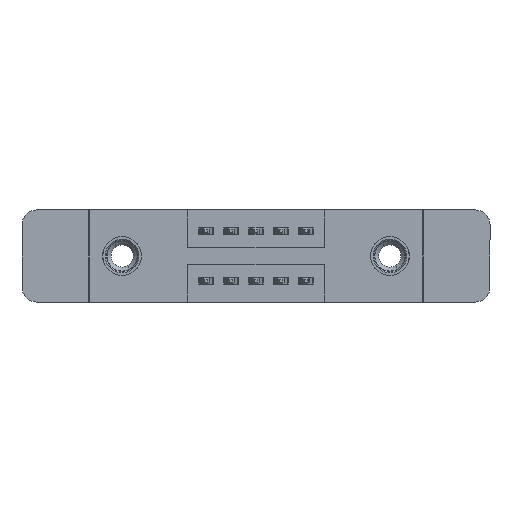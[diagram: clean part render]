
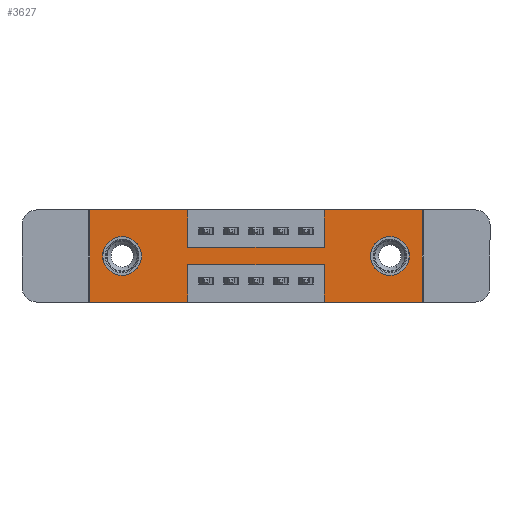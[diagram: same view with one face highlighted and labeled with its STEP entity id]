
A CAD part, front view. The second image highlights one B-rep face of the part: STEP entity #3627.
In plain terms, the highlighted planar face has unit normal (0, -1, 0).
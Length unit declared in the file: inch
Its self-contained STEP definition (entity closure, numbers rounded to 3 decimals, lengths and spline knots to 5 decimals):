
#37 = ORIENTED_EDGE ( 'NONE', *, *, #12221, .F. ) ;
#84 = CARTESIAN_POINT ( 'NONE',  ( 0.9425, 0., -0.22 ) ) ;
#142 = CARTESIAN_POINT ( 'NONE',  ( 0., 0., 0. ) ) ;
#150 = LINE ( 'NONE', #3943, #8741 ) ;
#162 = DIRECTION ( 'NONE',  ( 0., 0., -1. ) ) ;
#316 = VECTOR ( 'NONE', #13188, 39.37008 ) ;
#351 = FACE_OUTER_BOUND ( 'NONE', #12200, .T. ) ;
#555 = VERTEX_POINT ( 'NONE', #1338 ) ;
#568 = ORIENTED_EDGE ( 'NONE', *, *, #8224, .F. ) ;
#578 = EDGE_CURVE ( 'NONE', #11190, #10851, #4715, .T. ) ;
#600 = DIRECTION ( 'NONE',  ( 0., 0., -1. ) ) ;
#706 = ORIENTED_EDGE ( 'NONE', *, *, #578, .F. ) ;
#907 = VERTEX_POINT ( 'NONE', #11431 ) ;
#937 = VERTEX_POINT ( 'NONE', #11507 ) ;
#1031 = CIRCLE ( 'NONE', #1390, 0.078 ) ;
#1110 = DIRECTION ( 'NONE',  ( 0., 0., 1. ) ) ;
#1229 = CARTESIAN_POINT ( 'NONE',  ( 0.13, 0., -0.185 ) ) ;
#1338 = CARTESIAN_POINT ( 'NONE',  ( 0.3925, 0., -0.37 ) ) ;
#1390 = AXIS2_PLACEMENT_3D ( 'NONE', #14108, #7855, #1110 ) ;
#1505 = EDGE_CURVE ( 'NONE', #1990, #11197, #5743, .T. ) ;
#1531 = VECTOR ( 'NONE', #2515, 39.37008 ) ;
#1645 = EDGE_CURVE ( 'NONE', #555, #11998, #6589, .T. ) ;
#1663 = CIRCLE ( 'NONE', #6654, 0.078 ) ;
#1668 = ORIENTED_EDGE ( 'NONE', *, *, #13352, .F. ) ;
#1857 = ORIENTED_EDGE ( 'NONE', *, *, #3722, .T. ) ;
#1990 = VERTEX_POINT ( 'NONE', #3903 ) ;
#2040 = DIRECTION ( 'NONE',  ( 0., 0., -1. ) ) ;
#2217 = CARTESIAN_POINT ( 'NONE',  ( 0., 0., -0.37 ) ) ;
#2349 = CARTESIAN_POINT ( 'NONE',  ( 0., 0., 0. ) ) ;
#2370 = DIRECTION ( 'NONE',  ( 0., 0., 1. ) ) ;
#2421 = VERTEX_POINT ( 'NONE', #84 ) ;
#2448 = AXIS2_PLACEMENT_3D ( 'NONE', #8800, #5608, #13029 ) ;
#2515 = DIRECTION ( 'NONE',  ( 1., 0., 0. ) ) ;
#2622 = VECTOR ( 'NONE', #9078, 39.37008 ) ;
#2840 = DIRECTION ( 'NONE',  ( 0., 0., 1. ) ) ;
#2973 = ORIENTED_EDGE ( 'NONE', *, *, #12483, .F. ) ;
#2989 = ORIENTED_EDGE ( 'NONE', *, *, #10386, .T. ) ;
#3109 = VERTEX_POINT ( 'NONE', #12137 ) ;
#3279 = ORIENTED_EDGE ( 'NONE', *, *, #10789, .F. ) ;
#3391 = CARTESIAN_POINT ( 'NONE',  ( 0.3925, 0., -0.22 ) ) ;
#3570 = ORIENTED_EDGE ( 'NONE', *, *, #13300, .T. ) ;
#3615 = VECTOR ( 'NONE', #6035, 39.37008 ) ;
#3627 = ADVANCED_FACE ( 'NONE', ( #11373, #6038, #351 ), #11990, .T. ) ;
#3677 = ORIENTED_EDGE ( 'NONE', *, *, #8815, .F. ) ;
#3722 = EDGE_CURVE ( 'NONE', #9942, #4220, #10393, .T. ) ;
#3903 = CARTESIAN_POINT ( 'NONE',  ( 1.205, 0., -0.263 ) ) ;
#3943 = CARTESIAN_POINT ( 'NONE',  ( 0.9425, 0., 0. ) ) ;
#4220 = VERTEX_POINT ( 'NONE', #6791 ) ;
#4425 = EDGE_CURVE ( 'NONE', #5960, #11190, #150, .T. ) ;
#4715 = LINE ( 'NONE', #9802, #12894 ) ;
#4723 = CARTESIAN_POINT ( 'NONE',  ( 0.3925, 0., -0.22 ) ) ;
#5362 = LINE ( 'NONE', #3391, #10753 ) ;
#5502 = AXIS2_PLACEMENT_3D ( 'NONE', #1229, #9027, #2370 ) ;
#5608 = DIRECTION ( 'NONE',  ( 0., -1., 0. ) ) ;
#5657 = LINE ( 'NONE', #11134, #2622 ) ;
#5743 = CIRCLE ( 'NONE', #12679, 0.078 ) ;
#5934 = ORIENTED_EDGE ( 'NONE', *, *, #13964, .F. ) ;
#5960 = VERTEX_POINT ( 'NONE', #13389 ) ;
#6035 = DIRECTION ( 'NONE',  ( -1., 0., 0. ) ) ;
#6038 = FACE_BOUND ( 'NONE', #11643, .T. ) ;
#6165 = CARTESIAN_POINT ( 'NONE',  ( 0., 0., -0.37 ) ) ;
#6319 = DIRECTION ( 'NONE',  ( 1., 0., 0. ) ) ;
#6446 = ORIENTED_EDGE ( 'NONE', *, *, #1645, .F. ) ;
#6589 = LINE ( 'NONE', #6165, #3615 ) ;
#6654 = AXIS2_PLACEMENT_3D ( 'NONE', #13238, #6935, #162 ) ;
#6717 = DIRECTION ( 'NONE',  ( -1., 0., 0. ) ) ;
#6791 = CARTESIAN_POINT ( 'NONE',  ( 0.13, 0., -0.263 ) ) ;
#6863 = DIRECTION ( 'NONE',  ( 0., 0., -1. ) ) ;
#6882 = DIRECTION ( 'NONE',  ( 0., 0., -1. ) ) ;
#6901 = DIRECTION ( 'NONE',  ( 0., 1., 0. ) ) ;
#6911 = CARTESIAN_POINT ( 'NONE',  ( 1.205, 0., -0.185 ) ) ;
#6935 = DIRECTION ( 'NONE',  ( 0., 1., 0. ) ) ;
#6976 = EDGE_LOOP ( 'NONE', ( #2989, #8341 ) ) ;
#7523 = VECTOR ( 'NONE', #6863, 39.37008 ) ;
#7855 = DIRECTION ( 'NONE',  ( 0., 1., 0. ) ) ;
#7905 = ORIENTED_EDGE ( 'NONE', *, *, #11029, .F. ) ;
#8031 = DIRECTION ( 'NONE',  ( 1., 0., 0. ) ) ;
#8156 = VECTOR ( 'NONE', #8031, 39.37008 ) ;
#8224 = EDGE_CURVE ( 'NONE', #3109, #2421, #5657, .T. ) ;
#8341 = ORIENTED_EDGE ( 'NONE', *, *, #1505, .T. ) ;
#8646 = EDGE_CURVE ( 'NONE', #11151, #3109, #8880, .T. ) ;
#8741 = VECTOR ( 'NONE', #2840, 39.37008 ) ;
#8800 = CARTESIAN_POINT ( 'NONE',  ( 0., 0., -0.37 ) ) ;
#8815 = EDGE_CURVE ( 'NONE', #907, #5960, #10033, .T. ) ;
#8880 = LINE ( 'NONE', #2217, #14090 ) ;
#9027 = DIRECTION ( 'NONE',  ( 0., 1., 0. ) ) ;
#9078 = DIRECTION ( 'NONE',  ( 0., 0., 1. ) ) ;
#9171 = CARTESIAN_POINT ( 'NONE',  ( 0.13, 0., -0.107 ) ) ;
#9266 = VERTEX_POINT ( 'NONE', #13009 ) ;
#9348 = CARTESIAN_POINT ( 'NONE',  ( 1.335, 0., -0.37 ) ) ;
#9438 = CARTESIAN_POINT ( 'NONE',  ( 1.205, 0., -0.107 ) ) ;
#9782 = CARTESIAN_POINT ( 'NONE',  ( 1.335, 0., 0. ) ) ;
#9802 = CARTESIAN_POINT ( 'NONE',  ( 0., 0., 0. ) ) ;
#9942 = VERTEX_POINT ( 'NONE', #9171 ) ;
#9972 = VERTEX_POINT ( 'NONE', #4723 ) ;
#10033 = LINE ( 'NONE', #11212, #1531 ) ;
#10078 = CARTESIAN_POINT ( 'NONE',  ( 0., 0., -0.37 ) ) ;
#10386 = EDGE_CURVE ( 'NONE', #11197, #1990, #1663, .T. ) ;
#10393 = CIRCLE ( 'NONE', #5502, 0.078 ) ;
#10608 = LINE ( 'NONE', #142, #8156 ) ;
#10673 = LINE ( 'NONE', #12134, #7523 ) ;
#10753 = VECTOR ( 'NONE', #12049, 39.37008 ) ;
#10789 = EDGE_CURVE ( 'NONE', #10851, #11151, #13856, .T. ) ;
#10851 = VERTEX_POINT ( 'NONE', #12952 ) ;
#11029 = EDGE_CURVE ( 'NONE', #9266, #937, #10608, .T. ) ;
#11134 = CARTESIAN_POINT ( 'NONE',  ( 0.9425, 0., -0.37 ) ) ;
#11151 = VERTEX_POINT ( 'NONE', #9348 ) ;
#11190 = VERTEX_POINT ( 'NONE', #13571 ) ;
#11197 = VERTEX_POINT ( 'NONE', #9438 ) ;
#11212 = CARTESIAN_POINT ( 'NONE',  ( 0.3925, 0., -0.15 ) ) ;
#11373 = FACE_BOUND ( 'NONE', #6976, .T. ) ;
#11431 = CARTESIAN_POINT ( 'NONE',  ( 0.3925, 0., -0.15 ) ) ;
#11469 = ORIENTED_EDGE ( 'NONE', *, *, #4425, .F. ) ;
#11507 = CARTESIAN_POINT ( 'NONE',  ( 0.3925, 0., 0. ) ) ;
#11570 = VECTOR ( 'NONE', #600, 39.37008 ) ;
#11643 = EDGE_LOOP ( 'NONE', ( #1857, #3570 ) ) ;
#11988 = LINE ( 'NONE', #2349, #316 ) ;
#11990 = PLANE ( 'NONE',  #2448 ) ;
#11998 = VERTEX_POINT ( 'NONE', #10078 ) ;
#12049 = DIRECTION ( 'NONE',  ( -1., 0., 0. ) ) ;
#12116 = ORIENTED_EDGE ( 'NONE', *, *, #8646, .F. ) ;
#12134 = CARTESIAN_POINT ( 'NONE',  ( 0.3925, 0., -0.37 ) ) ;
#12137 = CARTESIAN_POINT ( 'NONE',  ( 0.9425, 0., -0.37 ) ) ;
#12200 = EDGE_LOOP ( 'NONE', ( #5934, #2973, #568, #12116, #3279, #706, #11469, #3677, #37, #7905, #1668, #6446 ) ) ;
#12221 = EDGE_CURVE ( 'NONE', #937, #907, #14011, .T. ) ;
#12483 = EDGE_CURVE ( 'NONE', #2421, #9972, #5362, .T. ) ;
#12589 = CARTESIAN_POINT ( 'NONE',  ( 0.3925, 0., 0. ) ) ;
#12679 = AXIS2_PLACEMENT_3D ( 'NONE', #6911, #6901, #6882 ) ;
#12894 = VECTOR ( 'NONE', #6319, 39.37008 ) ;
#12952 = CARTESIAN_POINT ( 'NONE',  ( 1.335, 0., 0. ) ) ;
#13009 = CARTESIAN_POINT ( 'NONE',  ( 0., 0., 0. ) ) ;
#13029 = DIRECTION ( 'NONE',  ( 0., 0., -1. ) ) ;
#13188 = DIRECTION ( 'NONE',  ( 0., 0., 1. ) ) ;
#13238 = CARTESIAN_POINT ( 'NONE',  ( 1.205, 0., -0.185 ) ) ;
#13300 = EDGE_CURVE ( 'NONE', #4220, #9942, #1031, .T. ) ;
#13352 = EDGE_CURVE ( 'NONE', #11998, #9266, #11988, .T. ) ;
#13389 = CARTESIAN_POINT ( 'NONE',  ( 0.9425, 0., -0.15 ) ) ;
#13523 = VECTOR ( 'NONE', #2040, 39.37008 ) ;
#13571 = CARTESIAN_POINT ( 'NONE',  ( 0.9425, 0., 0. ) ) ;
#13856 = LINE ( 'NONE', #9782, #13523 ) ;
#13964 = EDGE_CURVE ( 'NONE', #9972, #555, #10673, .T. ) ;
#14011 = LINE ( 'NONE', #12589, #11570 ) ;
#14090 = VECTOR ( 'NONE', #6717, 39.37008 ) ;
#14108 = CARTESIAN_POINT ( 'NONE',  ( 0.13, 0., -0.185 ) ) ;
